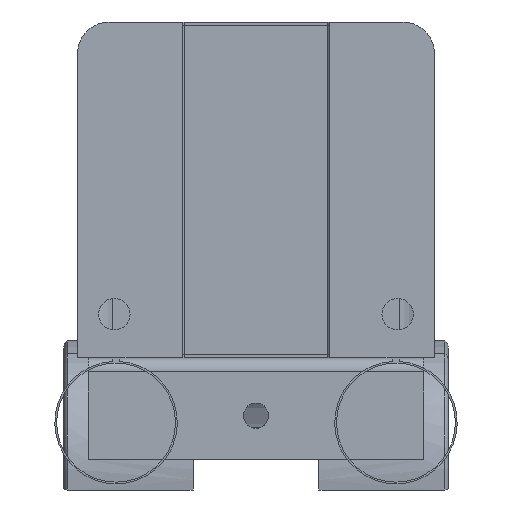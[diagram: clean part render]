
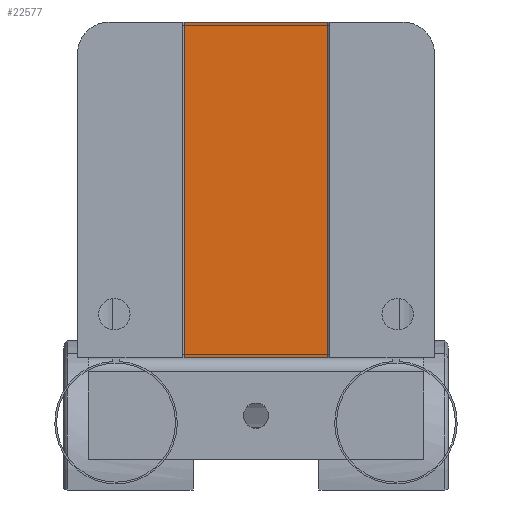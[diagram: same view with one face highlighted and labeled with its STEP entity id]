
A CAD part, front view. The second image highlights one B-rep face of the part: STEP entity #22577.
In plain terms, the highlighted planar face has unit normal (0, -1, 0).
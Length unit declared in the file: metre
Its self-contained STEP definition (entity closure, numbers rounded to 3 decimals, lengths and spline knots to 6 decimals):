
#350 = DIRECTION ( 'NONE',  ( 1., 0., 0. ) ) ;
#870 = AXIS2_PLACEMENT_3D ( 'NONE', #1464, #4000, #26787 ) ;
#1002 = CARTESIAN_POINT ( 'NONE',  ( -0.071268, 7.96798, -1.289049 ) ) ;
#1078 = ORIENTED_EDGE ( 'NONE', *, *, #27386, .T. ) ;
#1464 = CARTESIAN_POINT ( 'NONE',  ( 0.000021, 7.96798, -0.735552 ) ) ;
#1556 = DIRECTION ( 'NONE',  ( 1., 0., 0. ) ) ;
#2173 = ORIENTED_EDGE ( 'NONE', *, *, #8982, .T. ) ;
#2249 = CARTESIAN_POINT ( 'NONE',  ( -0.520679, 7.96798, -1.289049 ) ) ;
#4000 = DIRECTION ( 'NONE',  ( 0., -1., 0. ) ) ;
#5778 = CARTESIAN_POINT ( 'NONE',  ( 0.520721, 7.96798, 1.149351 ) ) ;
#5925 = VERTEX_POINT ( 'NONE', #10773 ) ;
#6387 = LINE ( 'NONE', #8648, #21901 ) ;
#6699 = ORIENTED_EDGE ( 'NONE', *, *, #11821, .F. ) ;
#7090 = DIRECTION ( 'NONE',  ( 0., 0., -1. ) ) ;
#8221 = DIRECTION ( 'NONE',  ( 0., 0., 1. ) ) ;
#8648 = CARTESIAN_POINT ( 'NONE',  ( 0.520721, 7.96798, 1.149351 ) ) ;
#8835 = ORIENTED_EDGE ( 'NONE', *, *, #22317, .T. ) ;
#8982 = EDGE_CURVE ( 'NONE', #23407, #18093, #6387, .T. ) ;
#9203 = LINE ( 'NONE', #18383, #23023 ) ;
#9892 = VERTEX_POINT ( 'NONE', #2249 ) ;
#10773 = CARTESIAN_POINT ( 'NONE',  ( -0.520679, 7.96798, 1.149351 ) ) ;
#11793 = LINE ( 'NONE', #21009, #29184 ) ;
#11821 = EDGE_CURVE ( 'NONE', #5925, #18093, #11793, .T. ) ;
#12440 = LINE ( 'NONE', #1002, #13481 ) ;
#12752 = PLANE ( 'NONE',  #870 ) ;
#13481 = VECTOR ( 'NONE', #1556, 1. ) ;
#14181 = CARTESIAN_POINT ( 'NONE',  ( 0.520721, 7.96798, -1.289049 ) ) ;
#15034 = FACE_OUTER_BOUND ( 'NONE', #21697, .T. ) ;
#18093 = VERTEX_POINT ( 'NONE', #5778 ) ;
#18383 = CARTESIAN_POINT ( 'NONE',  ( -0.520679, 7.96798, -0.735552 ) ) ;
#21009 = CARTESIAN_POINT ( 'NONE',  ( -0.071268, 7.96798, 1.149351 ) ) ;
#21697 = EDGE_LOOP ( 'NONE', ( #6699, #8835, #1078, #2173 ) ) ;
#21901 = VECTOR ( 'NONE', #8221, 1. ) ;
#22317 = EDGE_CURVE ( 'NONE', #5925, #9892, #9203, .T. ) ;
#22577 = ADVANCED_FACE ( 'NONE', ( #15034 ), #12752, .T. ) ;
#23023 = VECTOR ( 'NONE', #7090, 1. ) ;
#23407 = VERTEX_POINT ( 'NONE', #14181 ) ;
#26787 = DIRECTION ( 'NONE',  ( 0., 0., -1. ) ) ;
#27386 = EDGE_CURVE ( 'NONE', #9892, #23407, #12440, .T. ) ;
#29184 = VECTOR ( 'NONE', #350, 1. ) ;
